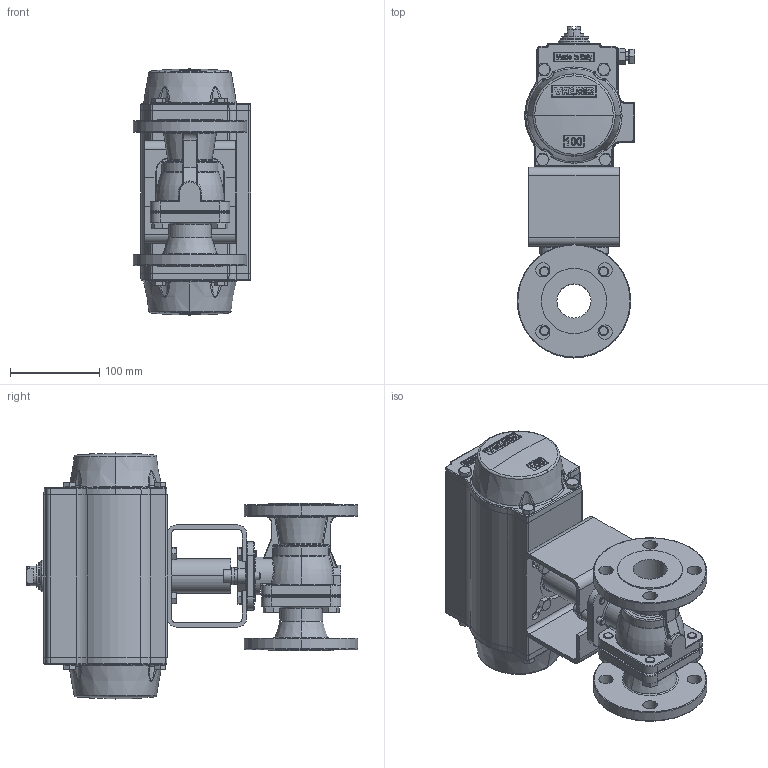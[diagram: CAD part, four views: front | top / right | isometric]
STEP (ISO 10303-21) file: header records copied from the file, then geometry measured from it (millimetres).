
FILE_DESCRIPTION (( 'STEP AP203' ), '1' );
FILE_NAME ('5801F-150_UT-3.STEP', '2017-11-21T15:05:10', ( '' ), ( '' ), 'SwSTEP 2.0', 'SolidWorks 2014', '' );
FILE_SCHEMA (( 'CONFIG_CONTROL_DESIGN' ));
Length unit declared in the file: inch
Products named in the file (1): 5801F-150_UT-3
Bounding box: 131.5 x 371.16 x 275.2 mm (x, y, z)
Surface area: 368232.5 mm2 (no closed solid volume)
Topology: 0 solids, 32 shells, 1476 faces, 4670 edges, 3084 vertices
Faces by surface type: plane 483, cylinder 341, bspline 327, cone 219, torus 64, sphere 42
Entity records: 74078 total; most frequent: CARTESIAN_POINT 35994, ORIENTED_EDGE 7790, DIRECTION 7314, EDGE_CURVE 4650, VERTEX_POINT 3084, AXIS2_PLACEMENT_3D 2773, LINE 1768, VECTOR 1768
